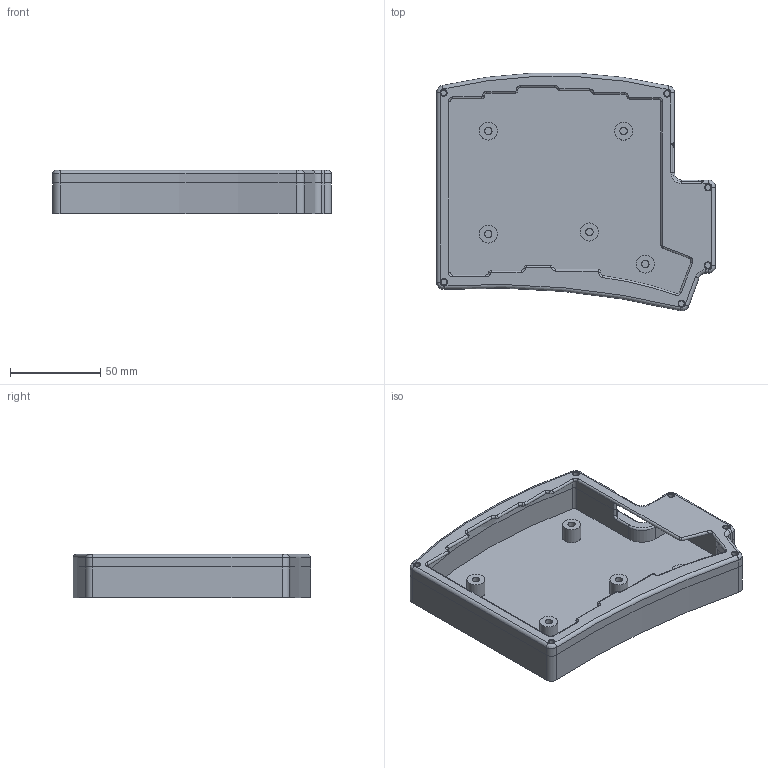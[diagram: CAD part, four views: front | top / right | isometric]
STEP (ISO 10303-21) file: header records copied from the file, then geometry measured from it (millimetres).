
FILE_DESCRIPTION(/* description */ (''),/* implementation_level */ '2;1');
FILE_NAME(/* name */ 'case.step',/* time_stamp */ '2026-01-10T14:47:51-08:00',/* author */ (''),/* organization */ (''),/* preprocessor_version */ 'ST-DEVELOPER v20.1',/* originating_system */ 'Autodesk Translation Framework v14.21.0.0',/* authorisation */ '');
FILE_SCHEMA (('AUTOMOTIVE_DESIGN { 1 0 10303 214 3 1 1 }'));
Length unit declared in the file: millimetre
Products named in the file (1): KeyboardCase
Bounding box: 154.29 x 131.5 x 24 mm (x, y, z)
Volume: 123237.8 mm3; surface area: 69377.4 mm2
Topology: 2 solids, 2 shells, 214 faces, 544 edges, 347 vertices
Faces by surface type: cylinder 101, plane 52, bspline 28, torus 27, cone 6
Full cylindrical faces by diameter (mm): 3.2 x6, 4.1 x11, 10 x5
Entity records: 7295 total; most frequent: CARTESIAN_POINT 1849, DIRECTION 1231, ORIENTED_EDGE 1100, EDGE_CURVE 550, AXIS2_PLACEMENT_3D 509, VERTEX_POINT 355, CIRCLE 302, EDGE_LOOP 243
